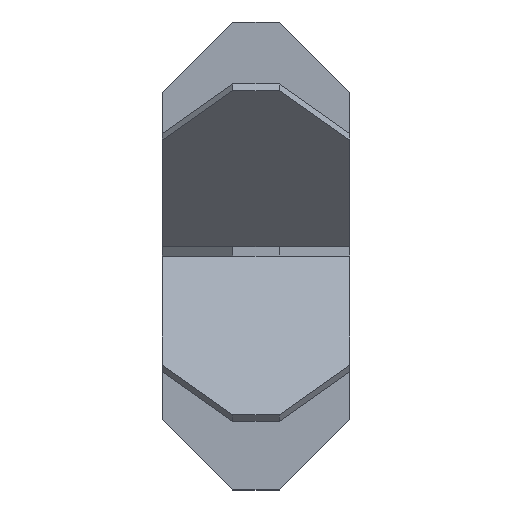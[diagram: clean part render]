
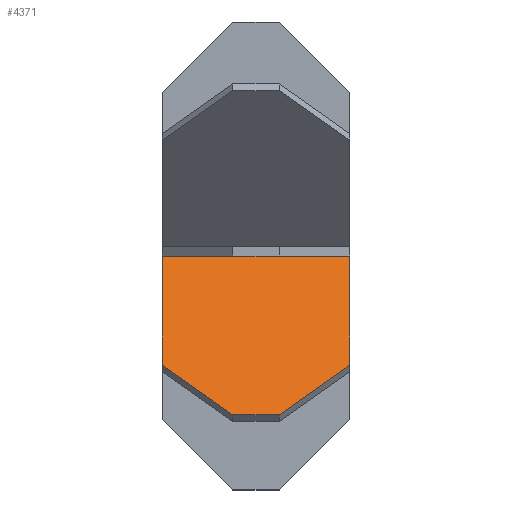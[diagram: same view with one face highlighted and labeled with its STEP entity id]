
A CAD part, left-side view. The second image highlights one B-rep face of the part: STEP entity #4371.
In plain terms, the highlighted free-form (B-spline) face has degree [1, 1] with [2, 2] control points.
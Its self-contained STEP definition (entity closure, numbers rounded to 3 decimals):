
#4371 = ADVANCED_FACE('',(#4372),#4416,.T.);
#4372 = FACE_BOUND('',#4373,.T.);
#4373 = EDGE_LOOP('',(#4374,#4383,#4390,#4397,#4404,#4411));
#4374 = ORIENTED_EDGE('',*,*,#4375,.T.);
#4375 = EDGE_CURVE('',#4376,#4378,#4380,.T.);
#4376 = VERTEX_POINT('',#4377);
#4377 = CARTESIAN_POINT('',(-383.436,-284.305,
    25.421));
#4378 = VERTEX_POINT('',#4379);
#4379 = CARTESIAN_POINT('',(-644.036,-284.305,
    -235.179));
#4380 = B_SPLINE_CURVE_WITH_KNOTS('',1,(#4381,#4382),.UNSPECIFIED.,.F.,
  .F.,(2,2),(0.,0.7),.PIECEWISE_BEZIER_KNOTS.);
#4381 = CARTESIAN_POINT('',(-383.436,-284.305,
    25.421));
#4382 = CARTESIAN_POINT('',(-644.036,-284.305,
    -235.179));
#4383 = ORIENTED_EDGE('',*,*,#4384,.T.);
#4384 = EDGE_CURVE('',#4378,#4385,#4387,.T.);
#4385 = VERTEX_POINT('',#4386);
#4386 = CARTESIAN_POINT('',(-755.721,-126.358,
    -346.865));
#4387 = B_SPLINE_CURVE_WITH_KNOTS('',1,(#4388,#4389),.UNSPECIFIED.,.F.,
  .F.,(2,2),(0.,1.),.PIECEWISE_BEZIER_KNOTS.);
#4388 = CARTESIAN_POINT('',(-644.036,-284.305,
    -235.179));
#4389 = CARTESIAN_POINT('',(-755.721,-126.358,
    -346.865));
#4390 = ORIENTED_EDGE('',*,*,#4391,.T.);
#4391 = EDGE_CURVE('',#4385,#4392,#4394,.T.);
#4392 = VERTEX_POINT('',#4393);
#4393 = CARTESIAN_POINT('',(-755.721,-21.06,
    -346.865));
#4394 = B_SPLINE_CURVE_WITH_KNOTS('',1,(#4395,#4396),.UNSPECIFIED.,.F.,
  .F.,(2,2),(0.375,0.625),.PIECEWISE_BEZIER_KNOTS.);
#4395 = CARTESIAN_POINT('',(-755.721,-126.358,
    -346.865));
#4396 = CARTESIAN_POINT('',(-755.721,-21.06,
    -346.865));
#4397 = ORIENTED_EDGE('',*,*,#4398,.T.);
#4398 = EDGE_CURVE('',#4392,#4399,#4401,.T.);
#4399 = VERTEX_POINT('',#4400);
#4400 = CARTESIAN_POINT('',(-644.036,136.888,
    -235.179));
#4401 = B_SPLINE_CURVE_WITH_KNOTS('',1,(#4402,#4403),.UNSPECIFIED.,.F.,
  .F.,(2,2),(0.,1.),.PIECEWISE_BEZIER_KNOTS.);
#4402 = CARTESIAN_POINT('',(-755.721,-21.06,
    -346.865));
#4403 = CARTESIAN_POINT('',(-644.036,136.888,
    -235.179));
#4404 = ORIENTED_EDGE('',*,*,#4405,.T.);
#4405 = EDGE_CURVE('',#4399,#4406,#4408,.T.);
#4406 = VERTEX_POINT('',#4407);
#4407 = CARTESIAN_POINT('',(-383.436,136.888,
    25.421));
#4408 = B_SPLINE_CURVE_WITH_KNOTS('',1,(#4409,#4410),.UNSPECIFIED.,.F.,
  .F.,(2,2),(0.3,1.),.PIECEWISE_BEZIER_KNOTS.);
#4409 = CARTESIAN_POINT('',(-644.036,136.888,
    -235.179));
#4410 = CARTESIAN_POINT('',(-383.436,136.888,
    25.421));
#4411 = ORIENTED_EDGE('',*,*,#4412,.T.);
#4412 = EDGE_CURVE('',#4406,#4376,#4413,.T.);
#4413 = B_SPLINE_CURVE_WITH_KNOTS('',1,(#4414,#4415),.UNSPECIFIED.,.F.,
  .F.,(2,2),(0.,1.),.PIECEWISE_BEZIER_KNOTS.);
#4414 = CARTESIAN_POINT('',(-383.436,136.888,
    25.421));
#4415 = CARTESIAN_POINT('',(-383.436,-284.305,
    25.421));
#4416 = B_SPLINE_SURFACE_WITH_KNOTS('',1,1,(
    (#4417,#4418)
    ,(#4419,#4420
    )),.UNSPECIFIED.,.F.,.F.,.F.,(2,2),(2,2),(0.,1.),(0.,1.),
  .PIECEWISE_BEZIER_KNOTS.);
#4417 = CARTESIAN_POINT('',(-383.436,-284.305,
    25.421));
#4418 = CARTESIAN_POINT('',(-383.436,136.888,
    25.421));
#4419 = CARTESIAN_POINT('',(-755.721,-284.305,
    -346.865));
#4420 = CARTESIAN_POINT('',(-755.721,136.888,
    -346.865));
